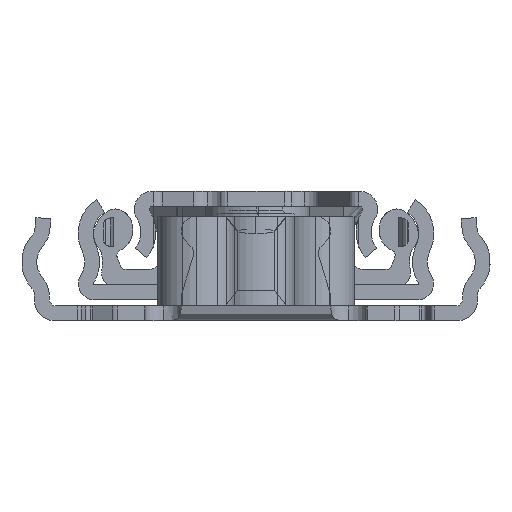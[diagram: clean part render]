
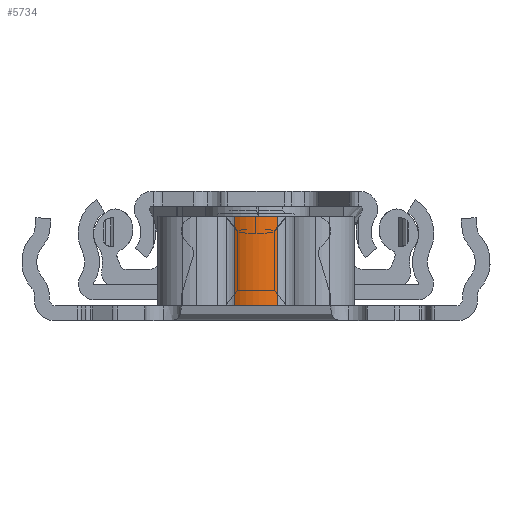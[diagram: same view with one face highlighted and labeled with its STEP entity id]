
A CAD part, left-side view. The second image highlights one B-rep face of the part: STEP entity #5734.
In plain terms, the highlighted cylindrical face has radius 4.1 mm (diameter 8.2 mm), a partial arc.
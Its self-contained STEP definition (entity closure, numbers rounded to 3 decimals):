
#349 = CARTESIAN_POINT ( 'NONE',  ( 602.52, 0., 179.694 ) ) ;
#1309 = VERTEX_POINT ( 'NONE', #1781 ) ;
#1781 = CARTESIAN_POINT ( 'NONE',  ( 602.52, 9., 179.694 ) ) ;
#1796 = ORIENTED_EDGE ( 'NONE', *, *, #3001, .T. ) ;
#1935 = CARTESIAN_POINT ( 'NONE',  ( 598.204, 0., 179.694 ) ) ;
#2830 = DIRECTION ( 'NONE',  ( 0., -1., 0. ) ) ;
#3001 = EDGE_CURVE ( 'NONE', #9112, #12569, #7607, .T. ) ;
#3271 = ORIENTED_EDGE ( 'NONE', *, *, #18420, .F. ) ;
#5607 = EDGE_LOOP ( 'NONE', ( #1796, #11627, #3271, #6560 ) ) ;
#5734 = ADVANCED_FACE ( 'NONE', ( #11615 ), #18095, .T. ) ;
#6109 = CARTESIAN_POINT ( 'NONE',  ( 598.204, 9., 179.694 ) ) ;
#6160 = LINE ( 'NONE', #8926, #9520 ) ;
#6560 = ORIENTED_EDGE ( 'NONE', *, *, #14471, .T. ) ;
#7607 = CIRCLE ( 'NONE', #18970, 4.1 ) ;
#7871 = DIRECTION ( 'NONE',  ( 0., 1., 0. ) ) ;
#8926 = CARTESIAN_POINT ( 'NONE',  ( 602.52, 9., 179.694 ) ) ;
#9112 = VERTEX_POINT ( 'NONE', #1935 ) ;
#9300 = CARTESIAN_POINT ( 'NONE',  ( 600.362, 0., 176.208 ) ) ;
#9520 = VECTOR ( 'NONE', #2830, 1000. ) ;
#9862 = AXIS2_PLACEMENT_3D ( 'NONE', #19395, #14849, #11674 ) ;
#10646 = DIRECTION ( 'NONE',  ( 0., 0., 1. ) ) ;
#11479 = CIRCLE ( 'NONE', #9862, 4.1 ) ;
#11615 = FACE_OUTER_BOUND ( 'NONE', #5607, .T. ) ;
#11627 = ORIENTED_EDGE ( 'NONE', *, *, #18544, .F. ) ;
#11674 = DIRECTION ( 'NONE',  ( 0., 0., 1. ) ) ;
#12569 = VERTEX_POINT ( 'NONE', #349 ) ;
#12777 = VERTEX_POINT ( 'NONE', #15408 ) ;
#14471 = EDGE_CURVE ( 'NONE', #12777, #9112, #15193, .T. ) ;
#14849 = DIRECTION ( 'NONE',  ( 0., 1., 0. ) ) ;
#15193 = LINE ( 'NONE', #6109, #15873 ) ;
#15408 = CARTESIAN_POINT ( 'NONE',  ( 598.204, 9., 179.694 ) ) ;
#15873 = VECTOR ( 'NONE', #19740, 1000. ) ;
#16303 = AXIS2_PLACEMENT_3D ( 'NONE', #16693, #19732, #18193 ) ;
#16693 = CARTESIAN_POINT ( 'NONE',  ( 600.362, 9., 176.208 ) ) ;
#18095 = CYLINDRICAL_SURFACE ( 'NONE', #16303, 4.1 ) ;
#18193 = DIRECTION ( 'NONE',  ( 0., 0., -1. ) ) ;
#18420 = EDGE_CURVE ( 'NONE', #12777, #1309, #11479, .T. ) ;
#18544 = EDGE_CURVE ( 'NONE', #1309, #12569, #6160, .T. ) ;
#18970 = AXIS2_PLACEMENT_3D ( 'NONE', #9300, #7871, #10646 ) ;
#19395 = CARTESIAN_POINT ( 'NONE',  ( 600.362, 9., 176.208 ) ) ;
#19732 = DIRECTION ( 'NONE',  ( 0., -1., 0. ) ) ;
#19740 = DIRECTION ( 'NONE',  ( 0., -1., 0. ) ) ;
